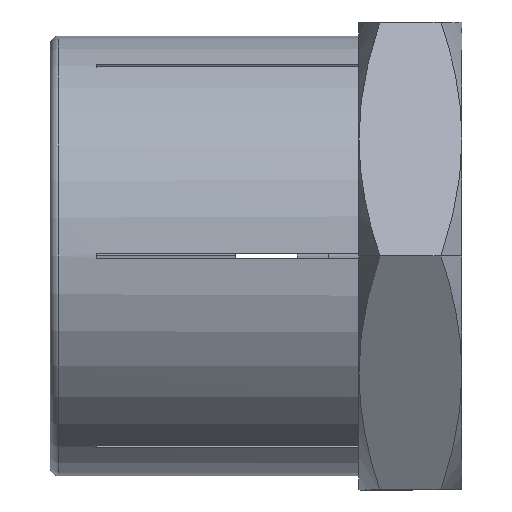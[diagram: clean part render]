
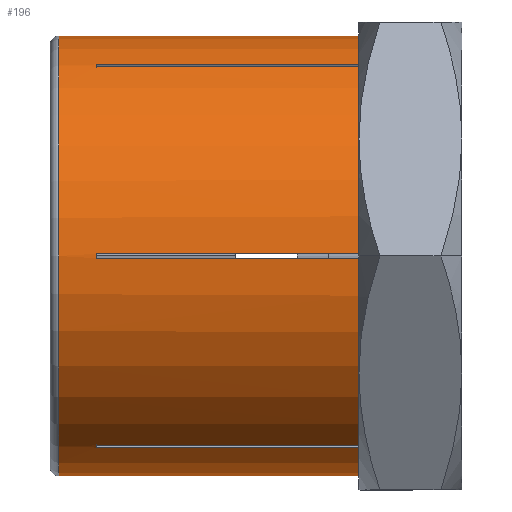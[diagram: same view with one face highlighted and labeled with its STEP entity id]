
A CAD part, front view. The second image highlights one B-rep face of the part: STEP entity #196.
In plain terms, the highlighted cylindrical face has radius 23.5 mm (diameter 47 mm), a partial arc.
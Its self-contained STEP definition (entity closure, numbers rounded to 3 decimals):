
#196=ADVANCED_FACE('',(#487),#488,.T.);
#487=FACE_OUTER_BOUND('',#880,.T.);
#488=CYLINDRICAL_SURFACE('',#881,23.5);
#880=EDGE_LOOP('',(#1408,#1409,#1410,#1411,#1412,#1413,#1414,#1415,#1416,#1417,#1418,#1419,#1420,#1421,#1422,#1423,#1424));
#881=AXIS2_PLACEMENT_3D('',#1425,#1426,#1427);
#1408=ORIENTED_EDGE('',*,*,#2386,.T.);
#1409=ORIENTED_EDGE('',*,*,#2466,.F.);
#1410=ORIENTED_EDGE('',*,*,#2467,.T.);
#1411=ORIENTED_EDGE('',*,*,#2468,.T.);
#1412=ORIENTED_EDGE('',*,*,#2469,.T.);
#1413=ORIENTED_EDGE('',*,*,#2470,.F.);
#1414=ORIENTED_EDGE('',*,*,#2471,.T.);
#1415=ORIENTED_EDGE('',*,*,#2472,.T.);
#1416=ORIENTED_EDGE('',*,*,#2473,.T.);
#1417=ORIENTED_EDGE('',*,*,#2474,.F.);
#1418=ORIENTED_EDGE('',*,*,#2475,.T.);
#1419=ORIENTED_EDGE('',*,*,#2476,.T.);
#1420=ORIENTED_EDGE('',*,*,#2477,.T.);
#1421=ORIENTED_EDGE('',*,*,#2478,.F.);
#1422=ORIENTED_EDGE('',*,*,#2387,.T.);
#1423=ORIENTED_EDGE('',*,*,#2479,.T.);
#1424=ORIENTED_EDGE('',*,*,#2480,.T.);
#1425=CARTESIAN_POINT('',(-16.5,0.0,0.0));
#1426=DIRECTION('',(1.0,0.0,0.0));
#1427=DIRECTION('',(0.0,0.0,-1.0));
#2386=EDGE_CURVE('',#2806,#2871,#2872,.T.);
#2387=EDGE_CURVE('',#2873,#2803,#2874,.T.);
#2466=EDGE_CURVE('',#2997,#2871,#2998,.T.);
#2467=EDGE_CURVE('',#2997,#2999,#3000,.T.);
#2468=EDGE_CURVE('',#2999,#3001,#3002,.T.);
#2469=EDGE_CURVE('',#3001,#3003,#3004,.T.);
#2470=EDGE_CURVE('',#3005,#3003,#3006,.T.);
#2471=EDGE_CURVE('',#3005,#3007,#3008,.T.);
#2472=EDGE_CURVE('',#3007,#3009,#3010,.T.);
#2473=EDGE_CURVE('',#3009,#3011,#3012,.T.);
#2474=EDGE_CURVE('',#3013,#3011,#3014,.T.);
#2475=EDGE_CURVE('',#3013,#3015,#3016,.T.);
#2476=EDGE_CURVE('',#3015,#3017,#3018,.T.);
#2477=EDGE_CURVE('',#3017,#3019,#3020,.T.);
#2478=EDGE_CURVE('',#2873,#3019,#3021,.T.);
#2479=EDGE_CURVE('',#2803,#3022,#3023,.T.);
#2480=EDGE_CURVE('',#3022,#2806,#3024,.T.);
#2803=VERTEX_POINT('',#3469);
#2806=VERTEX_POINT('',#3472);
#2871=VERTEX_POINT('',#3551);
#2872=LINE('',#3552,#3553);
#2873=VERTEX_POINT('',#3554);
#2874=LINE('',#3555,#3556);
#2997=VERTEX_POINT('',#3714);
#2998=CIRCLE('',#3715,23.5);
#2999=VERTEX_POINT('',#3716);
#3000=LINE('',#3717,#3718);
#3001=VERTEX_POINT('',#3719);
#3002=CIRCLE('',#3720,23.5);
#3003=VERTEX_POINT('',#3721);
#3004=LINE('',#3722,#3723);
#3005=VERTEX_POINT('',#3724);
#3006=CIRCLE('',#3725,23.5);
#3007=VERTEX_POINT('',#3726);
#3008=LINE('',#3727,#3728);
#3009=VERTEX_POINT('',#3729);
#3010=CIRCLE('',#3730,23.5);
#3011=VERTEX_POINT('',#3731);
#3012=LINE('',#3732,#3733);
#3013=VERTEX_POINT('',#3734);
#3014=CIRCLE('',#3735,23.5);
#3015=VERTEX_POINT('',#3736);
#3016=LINE('',#3737,#3738);
#3017=VERTEX_POINT('',#3739);
#3018=CIRCLE('',#3740,23.5);
#3019=VERTEX_POINT('',#3741);
#3020=LINE('',#3742,#3743);
#3021=CIRCLE('',#3744,23.5);
#3022=VERTEX_POINT('',#3745);
#3023=CIRCLE('',#3746,23.5);
#3024=CIRCLE('',#3747,23.5);
#3469=CARTESIAN_POINT('',(-32.06,0.,23.5));
#3472=CARTESIAN_POINT('',(-32.06,0.,-23.5));
#3551=CARTESIAN_POINT('',(0.0,0.,-23.5));
#3552=CARTESIAN_POINT('',(-16.5,0.,-23.5));
#3553=VECTOR('',#4636,1.0);
#3554=CARTESIAN_POINT('',(0.0,0.,23.5));
#3555=CARTESIAN_POINT('',(-16.5,0.,23.5));
#3556=VECTOR('',#4637,1.0);
#3714=CARTESIAN_POINT('',(0.0,-11.546,-20.468));
#3715=AXIS2_PLACEMENT_3D('',#4751,#4752,#4753);
#3716=CARTESIAN_POINT('',(-28.05,-11.546,-20.468));
#3717=CARTESIAN_POINT('',(-14.025,-11.546,-20.468));
#3718=VECTOR('',#4754,1.0);
#3719=CARTESIAN_POINT('',(-28.05,-11.953,-20.233));
#3720=AXIS2_PLACEMENT_3D('',#4755,#4756,#4757);
#3721=CARTESIAN_POINT('',(0.0,-11.953,-20.233));
#3722=CARTESIAN_POINT('',(-14.025,-11.953,-20.233));
#3723=VECTOR('',#4758,1.0);
#3724=CARTESIAN_POINT('',(0.0,-23.499,-0.235));
#3725=AXIS2_PLACEMENT_3D('',#4759,#4760,#4761);
#3726=CARTESIAN_POINT('',(-28.05,-23.499,-0.235));
#3727=CARTESIAN_POINT('',(-14.025,-23.499,-0.235));
#3728=VECTOR('',#4762,1.0);
#3729=CARTESIAN_POINT('',(-28.05,-23.499,0.235));
#3730=AXIS2_PLACEMENT_3D('',#4763,#4764,#4765);
#3731=CARTESIAN_POINT('',(0.0,-23.499,0.235));
#3732=CARTESIAN_POINT('',(-14.025,-23.499,0.235));
#3733=VECTOR('',#4766,1.0);
#3734=CARTESIAN_POINT('',(0.0,-11.953,20.233));
#3735=AXIS2_PLACEMENT_3D('',#4767,#4768,#4769);
#3736=CARTESIAN_POINT('',(-28.05,-11.953,20.233));
#3737=CARTESIAN_POINT('',(-14.025,-11.953,20.233));
#3738=VECTOR('',#4770,1.0);
#3739=CARTESIAN_POINT('',(-28.05,-11.546,20.468));
#3740=AXIS2_PLACEMENT_3D('',#4771,#4772,#4773);
#3741=CARTESIAN_POINT('',(0.0,-11.546,20.468));
#3742=CARTESIAN_POINT('',(-14.025,-11.546,20.468));
#3743=VECTOR('',#4774,1.0);
#3744=AXIS2_PLACEMENT_3D('',#4775,#4776,#4777);
#3745=CARTESIAN_POINT('',(-32.06,-23.5,0.));
#3746=AXIS2_PLACEMENT_3D('',#4778,#4779,#4780);
#3747=AXIS2_PLACEMENT_3D('',#4781,#4782,#4783);
#4636=DIRECTION('',(1.0,0.0,0.0));
#4637=DIRECTION('',(-1.0,-0.0,-0.0));
#4751=CARTESIAN_POINT('',(0.0,0.0,0.0));
#4752=DIRECTION('',(1.0,0.0,0.0));
#4753=DIRECTION('',(0.0,0.0,-1.0));
#4754=DIRECTION('',(-1.0,-0.0,0.0));
#4755=CARTESIAN_POINT('',(-28.05,0.0,0.0));
#4756=DIRECTION('',(-1.0,-0.0,-0.0));
#4757=DIRECTION('',(0.0,0.0,-1.0));
#4758=DIRECTION('',(1.0,0.0,0.0));
#4759=CARTESIAN_POINT('',(0.0,0.0,0.0));
#4760=DIRECTION('',(1.0,0.0,0.0));
#4761=DIRECTION('',(0.0,0.0,-1.0));
#4762=DIRECTION('',(-1.0,-0.0,0.0));
#4763=CARTESIAN_POINT('',(-28.05,0.0,0.0));
#4764=DIRECTION('',(-1.0,-0.0,-0.0));
#4765=DIRECTION('',(0.0,0.0,-1.0));
#4766=DIRECTION('',(1.0,0.0,0.0));
#4767=CARTESIAN_POINT('',(0.0,0.0,0.0));
#4768=DIRECTION('',(1.0,0.0,0.0));
#4769=DIRECTION('',(0.0,0.0,-1.0));
#4770=DIRECTION('',(-1.0,-0.0,0.0));
#4771=CARTESIAN_POINT('',(-28.05,0.0,0.0));
#4772=DIRECTION('',(-1.0,-0.0,-0.0));
#4773=DIRECTION('',(0.0,0.0,-1.0));
#4774=DIRECTION('',(1.0,0.0,0.0));
#4775=CARTESIAN_POINT('',(0.0,0.0,0.0));
#4776=DIRECTION('',(1.0,0.0,0.0));
#4777=DIRECTION('',(0.0,0.0,-1.0));
#4778=CARTESIAN_POINT('',(-32.06,0.,0.));
#4779=DIRECTION('',(1.0,0.0,0.0));
#4780=DIRECTION('',(0.0,0.0,-1.0));
#4781=CARTESIAN_POINT('',(-32.06,0.,0.));
#4782=DIRECTION('',(1.0,0.0,0.0));
#4783=DIRECTION('',(0.0,0.0,-1.0));
